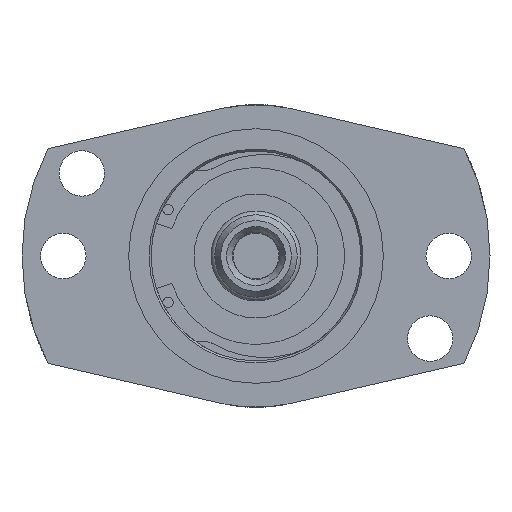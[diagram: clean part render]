
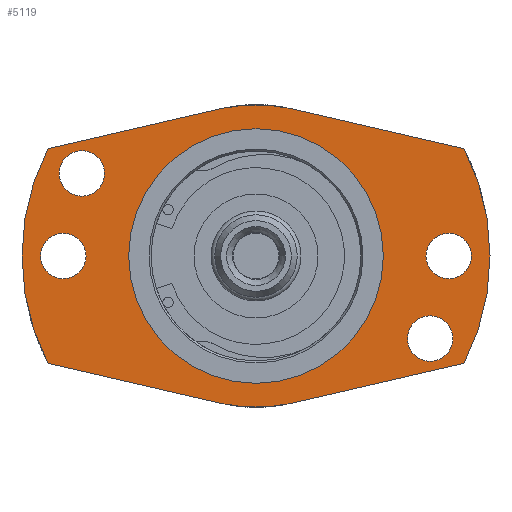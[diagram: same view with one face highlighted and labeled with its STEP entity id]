
A CAD part, left-side view. The second image highlights one B-rep face of the part: STEP entity #5119.
In plain terms, the highlighted planar face has unit normal (-1, 0, 0).
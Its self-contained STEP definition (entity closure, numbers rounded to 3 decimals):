
#93=FACE_BOUND('',#1956,.T.);
#94=FACE_BOUND('',#1957,.T.);
#95=FACE_BOUND('',#1958,.T.);
#96=FACE_BOUND('',#1959,.T.);
#97=FACE_BOUND('',#1960,.T.);
#310=PLANE('',#5506);
#757=LINE('',#9400,#1209);
#758=LINE('',#9403,#1210);
#759=LINE('',#9405,#1211);
#760=LINE('',#9408,#1212);
#1209=VECTOR('',#6673,25.923);
#1210=VECTOR('',#6676,25.923);
#1211=VECTOR('',#6677,25.923);
#1212=VECTOR('',#6680,25.923);
#1644=FACE_OUTER_BOUND('',#1955,.T.);
#1955=EDGE_LOOP('',(#4694,#4695,#4696,#4697,#4698,#4699,#4700,#4701));
#1956=EDGE_LOOP('',(#4702,#4703));
#1957=EDGE_LOOP('',(#4704,#4705));
#1958=EDGE_LOOP('',(#4706,#4707));
#1959=EDGE_LOOP('',(#4708,#4709));
#1960=EDGE_LOOP('',(#4710));
#2084=CIRCLE('',#5483,3.3);
#2085=CIRCLE('',#5484,3.3);
#2087=CIRCLE('',#5487,3.3);
#2088=CIRCLE('',#5488,3.3);
#2090=CIRCLE('',#5491,3.3);
#2091=CIRCLE('',#5492,3.3);
#2093=CIRCLE('',#5495,3.3);
#2094=CIRCLE('',#5496,3.3);
#2096=CIRCLE('',#5502,22.);
#2098=CIRCLE('',#5504,22.);
#2100=CIRCLE('',#5507,34.);
#2101=CIRCLE('',#5508,34.);
#2102=CIRCLE('',#5509,18.496);
#2564=VERTEX_POINT('',#9341);
#2565=VERTEX_POINT('',#9343);
#2567=VERTEX_POINT('',#9349);
#2568=VERTEX_POINT('',#9351);
#2570=VERTEX_POINT('',#9357);
#2571=VERTEX_POINT('',#9359);
#2573=VERTEX_POINT('',#9365);
#2574=VERTEX_POINT('',#9367);
#2579=VERTEX_POINT('',#9383);
#2580=VERTEX_POINT('',#9385);
#2583=VERTEX_POINT('',#9391);
#2584=VERTEX_POINT('',#9393);
#2586=VERTEX_POINT('',#9399);
#2587=VERTEX_POINT('',#9401);
#2588=VERTEX_POINT('',#9404);
#2589=VERTEX_POINT('',#9406);
#2590=VERTEX_POINT('',#9409);
#3270=EDGE_CURVE('',#2565,#2564,#2084,.T.);
#3271=EDGE_CURVE('',#2564,#2565,#2085,.T.);
#3274=EDGE_CURVE('',#2568,#2567,#2087,.T.);
#3275=EDGE_CURVE('',#2567,#2568,#2088,.T.);
#3278=EDGE_CURVE('',#2571,#2570,#2090,.T.);
#3279=EDGE_CURVE('',#2570,#2571,#2091,.T.);
#3282=EDGE_CURVE('',#2574,#2573,#2093,.T.);
#3283=EDGE_CURVE('',#2573,#2574,#2094,.T.);
#3291=EDGE_CURVE('',#2580,#2579,#2096,.T.);
#3295=EDGE_CURVE('',#2584,#2583,#2098,.T.);
#3298=EDGE_CURVE('',#2579,#2586,#757,.T.);
#3299=EDGE_CURVE('',#2586,#2587,#2100,.T.);
#3300=EDGE_CURVE('',#2587,#2584,#758,.T.);
#3301=EDGE_CURVE('',#2583,#2588,#759,.T.);
#3302=EDGE_CURVE('',#2588,#2589,#2101,.T.);
#3303=EDGE_CURVE('',#2589,#2580,#760,.T.);
#3304=EDGE_CURVE('',#2590,#2590,#2102,.T.);
#4694=ORIENTED_EDGE('',*,*,#3291,.T.);
#4695=ORIENTED_EDGE('',*,*,#3298,.T.);
#4696=ORIENTED_EDGE('',*,*,#3299,.T.);
#4697=ORIENTED_EDGE('',*,*,#3300,.T.);
#4698=ORIENTED_EDGE('',*,*,#3295,.T.);
#4699=ORIENTED_EDGE('',*,*,#3301,.T.);
#4700=ORIENTED_EDGE('',*,*,#3302,.T.);
#4701=ORIENTED_EDGE('',*,*,#3303,.T.);
#4702=ORIENTED_EDGE('',*,*,#3270,.T.);
#4703=ORIENTED_EDGE('',*,*,#3271,.T.);
#4704=ORIENTED_EDGE('',*,*,#3274,.T.);
#4705=ORIENTED_EDGE('',*,*,#3275,.T.);
#4706=ORIENTED_EDGE('',*,*,#3278,.T.);
#4707=ORIENTED_EDGE('',*,*,#3279,.T.);
#4708=ORIENTED_EDGE('',*,*,#3282,.T.);
#4709=ORIENTED_EDGE('',*,*,#3283,.T.);
#4710=ORIENTED_EDGE('',*,*,#3304,.F.);
#5119=ADVANCED_FACE('',(#1644,#93,#94,#95,#96,#97),#310,.F.);
#5483=AXIS2_PLACEMENT_3D('',#9344,#6614,#6615);
#5484=AXIS2_PLACEMENT_3D('',#9345,#6616,#6617);
#5487=AXIS2_PLACEMENT_3D('',#9352,#6623,#6624);
#5488=AXIS2_PLACEMENT_3D('',#9353,#6625,#6626);
#5491=AXIS2_PLACEMENT_3D('',#9360,#6632,#6633);
#5492=AXIS2_PLACEMENT_3D('',#9361,#6634,#6635);
#5495=AXIS2_PLACEMENT_3D('',#9368,#6641,#6642);
#5496=AXIS2_PLACEMENT_3D('',#9369,#6643,#6644);
#5502=AXIS2_PLACEMENT_3D('',#9386,#6660,#6661);
#5504=AXIS2_PLACEMENT_3D('',#9394,#6666,#6667);
#5506=AXIS2_PLACEMENT_3D('',#9398,#6671,#6672);
#5507=AXIS2_PLACEMENT_3D('',#9402,#6674,#6675);
#5508=AXIS2_PLACEMENT_3D('',#9407,#6678,#6679);
#5509=AXIS2_PLACEMENT_3D('',#9410,#6681,#6682);
#6614=DIRECTION('center_axis',(1.,0.,0.));
#6615=DIRECTION('ref_axis',(0.,0.,1.));
#6616=DIRECTION('center_axis',(1.,0.,0.));
#6617=DIRECTION('ref_axis',(0.,0.,1.));
#6623=DIRECTION('center_axis',(1.,0.,0.));
#6624=DIRECTION('ref_axis',(0.,0.,1.));
#6625=DIRECTION('center_axis',(1.,0.,0.));
#6626=DIRECTION('ref_axis',(0.,0.,1.));
#6632=DIRECTION('center_axis',(1.,0.,0.));
#6633=DIRECTION('ref_axis',(0.,0.,1.));
#6634=DIRECTION('center_axis',(1.,0.,0.));
#6635=DIRECTION('ref_axis',(0.,0.,1.));
#6641=DIRECTION('center_axis',(1.,0.,0.));
#6642=DIRECTION('ref_axis',(0.,0.,1.));
#6643=DIRECTION('center_axis',(1.,0.,0.));
#6644=DIRECTION('ref_axis',(0.,0.,1.));
#6660=DIRECTION('center_axis',(-1.,0.,0.));
#6661=DIRECTION('ref_axis',(0.,0.,1.));
#6666=DIRECTION('center_axis',(-1.,0.,0.));
#6667=DIRECTION('ref_axis',(0.,0.,1.));
#6671=DIRECTION('center_axis',(1.,0.,0.));
#6672=DIRECTION('ref_axis',(0.,0.,-1.));
#6673=DIRECTION('',(0.,-0.974,0.225));
#6674=DIRECTION('center_axis',(-1.,0.,0.));
#6675=DIRECTION('ref_axis',(0.,-0.888,-0.459));
#6676=DIRECTION('',(0.,0.974,0.225));
#6677=DIRECTION('',(0.,0.974,-0.225));
#6678=DIRECTION('center_axis',(-1.,0.,0.));
#6679=DIRECTION('ref_axis',(0.,0.888,0.459));
#6680=DIRECTION('',(0.,-0.974,-0.225));
#6681=DIRECTION('center_axis',(-1.,0.,0.));
#6682=DIRECTION('ref_axis',(0.,1.,0.));
#9341=CARTESIAN_POINT('',(6.,-28.,-3.3));
#9343=CARTESIAN_POINT('',(6.,-28.,3.3));
#9344=CARTESIAN_POINT('Origin',(6.,-28.,0.));
#9345=CARTESIAN_POINT('Origin',(6.,-28.,0.));
#9349=CARTESIAN_POINT('',(6.,25.3,8.7));
#9351=CARTESIAN_POINT('',(6.,25.3,15.3));
#9352=CARTESIAN_POINT('Origin',(6.,25.3,12.));
#9353=CARTESIAN_POINT('Origin',(6.,25.3,12.));
#9357=CARTESIAN_POINT('',(6.,28.,-3.3));
#9359=CARTESIAN_POINT('',(6.,28.,3.3));
#9360=CARTESIAN_POINT('Origin',(6.,28.,0.));
#9361=CARTESIAN_POINT('Origin',(6.,28.,0.));
#9365=CARTESIAN_POINT('',(6.,-25.3,-15.3));
#9367=CARTESIAN_POINT('',(6.,-25.3,-8.7));
#9368=CARTESIAN_POINT('Origin',(6.,-25.3,-12.));
#9369=CARTESIAN_POINT('Origin',(6.,-25.3,-12.));
#9383=CARTESIAN_POINT('',(6.,-4.949,-21.436));
#9385=CARTESIAN_POINT('',(6.,4.949,-21.436));
#9386=CARTESIAN_POINT('Origin',(6.,0.,0.));
#9391=CARTESIAN_POINT('',(6.,4.949,21.436));
#9393=CARTESIAN_POINT('',(6.,-4.949,21.436));
#9394=CARTESIAN_POINT('Origin',(6.,0.,0.));
#9398=CARTESIAN_POINT('Origin',(6.,-7.575,0.));
#9399=CARTESIAN_POINT('',(6.,-30.207,-15.605));
#9400=CARTESIAN_POINT('',(6.,-4.949,-21.436));
#9401=CARTESIAN_POINT('',(6.,-30.207,15.605));
#9402=CARTESIAN_POINT('Origin',(6.,0.,0.));
#9403=CARTESIAN_POINT('',(6.,-30.207,15.605));
#9404=CARTESIAN_POINT('',(6.,30.207,15.605));
#9405=CARTESIAN_POINT('',(6.,4.949,21.436));
#9406=CARTESIAN_POINT('',(6.,30.207,-15.605));
#9407=CARTESIAN_POINT('Origin',(6.,0.,0.));
#9408=CARTESIAN_POINT('',(6.,30.207,-15.605));
#9409=CARTESIAN_POINT('',(6.,-18.496,0.));
#9410=CARTESIAN_POINT('Origin',(6.,0.,0.));
